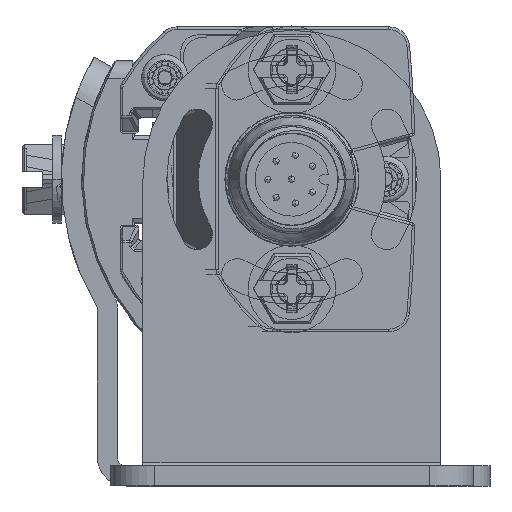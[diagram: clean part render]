
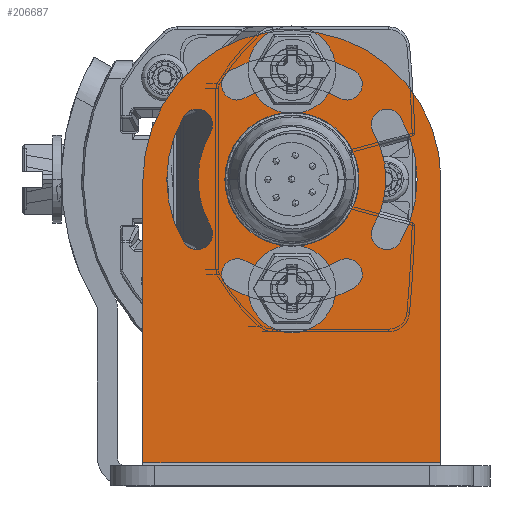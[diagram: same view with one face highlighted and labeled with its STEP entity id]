
A CAD part, front view. The second image highlights one B-rep face of the part: STEP entity #206687.
In plain terms, the highlighted face is planar.
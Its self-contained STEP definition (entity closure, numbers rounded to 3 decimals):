
#205915=DIRECTION('',(0.,0.,1.));
#205916=VECTOR('',#205915,32.319);
#205917=CARTESIAN_POINT('',(-17.,2.3,-32.7));
#205918=LINE('',#205917,#205916);
#205919=CARTESIAN_POINT('',(0.,2.3,-32.7));
#205920=DIRECTION('',(0.,1.,0.));
#205921=DIRECTION('',(1.,0.,0.));
#205922=AXIS2_PLACEMENT_3D('',#205919,#205920,#205921);
#205924=DIRECTION('',(0.,0.,-1.));
#205925=VECTOR('',#205924,32.319);
#205926=CARTESIAN_POINT('',(17.,2.3,-0.381));
#205927=LINE('',#205926,#205925);
#205928=CARTESIAN_POINT('',(0.,2.3,-32.7));
#205929=DIRECTION('',(0.,1.,0.));
#205930=DIRECTION('',(1.,0.,0.));
#205931=AXIS2_PLACEMENT_3D('',#205928,#205929,#205930);
#205933=CARTESIAN_POINT('',(0.,2.3,-32.7));
#205934=DIRECTION('',(0.,1.,0.));
#205935=DIRECTION('',(-1.,0.,0.));
#205936=AXIS2_PLACEMENT_3D('',#205933,#205934,#205935);
#205938=CARTESIAN_POINT('',(-6.251,2.3,-21.873));
#205939=DIRECTION('',(0.,1.,0.));
#205940=DIRECTION('',(0.5,0.,-0.866));
#205941=AXIS2_PLACEMENT_3D('',#205938,#205939,#205940);
#205943=CARTESIAN_POINT('',(0.,2.3,-32.7));
#205944=DIRECTION('',(0.,1.,0.));
#205945=DIRECTION('',(-0.5,0.,0.866));
#205946=AXIS2_PLACEMENT_3D('',#205943,#205944,#205945);
#205948=CARTESIAN_POINT('',(6.251,2.3,-21.873));
#205949=DIRECTION('',(0.,1.,0.));
#205950=DIRECTION('',(0.5,0.,0.866));
#205951=AXIS2_PLACEMENT_3D('',#205948,#205949,#205950);
#205953=CARTESIAN_POINT('',(0.,2.3,-32.7));
#205954=DIRECTION('',(0.,1.,0.));
#205955=DIRECTION('',(-0.5,0.,0.866));
#205956=AXIS2_PLACEMENT_3D('',#205953,#205954,#205955);
#205958=CARTESIAN_POINT('',(10.827,2.3,-26.449));
#205959=DIRECTION('',(0.,1.,0.));
#205960=DIRECTION('',(-0.866,0.,-0.5));
#205961=AXIS2_PLACEMENT_3D('',#205958,#205959,#205960);
#205963=CARTESIAN_POINT('',(0.,2.3,-32.7));
#205964=DIRECTION('',(0.,1.,0.));
#205965=DIRECTION('',(0.866,0.,0.5));
#205966=AXIS2_PLACEMENT_3D('',#205963,#205964,#205965);
#205968=CARTESIAN_POINT('',(10.827,2.3,-38.951));
#205969=DIRECTION('',(0.,1.,0.));
#205970=DIRECTION('',(0.866,0.,-0.5));
#205971=AXIS2_PLACEMENT_3D('',#205968,#205969,#205970);
#205973=CARTESIAN_POINT('',(0.,2.3,-32.7));
#205974=DIRECTION('',(0.,1.,0.));
#205975=DIRECTION('',(0.866,0.,0.5));
#205976=AXIS2_PLACEMENT_3D('',#205973,#205974,#205975);
#205978=CARTESIAN_POINT('',(-6.251,2.3,-43.527));
#205979=DIRECTION('',(0.,1.,0.));
#205980=DIRECTION('',(-0.5,0.,-0.866));
#205981=AXIS2_PLACEMENT_3D('',#205978,#205979,#205980);
#205983=CARTESIAN_POINT('',(0.,2.3,-32.7));
#205984=DIRECTION('',(0.,1.,0.));
#205985=DIRECTION('',(0.5,0.,-0.866));
#205986=AXIS2_PLACEMENT_3D('',#205983,#205984,#205985);
#205988=CARTESIAN_POINT('',(6.251,2.3,-43.527));
#205989=DIRECTION('',(0.,1.,0.));
#205990=DIRECTION('',(-0.5,0.,0.866));
#205991=AXIS2_PLACEMENT_3D('',#205988,#205989,#205990);
#205993=CARTESIAN_POINT('',(0.,2.3,-32.7));
#205994=DIRECTION('',(0.,1.,0.));
#205995=DIRECTION('',(0.5,0.,-0.866));
#205996=AXIS2_PLACEMENT_3D('',#205993,#205994,#205995);
#205998=CARTESIAN_POINT('',(-10.827,2.3,-38.951));
#205999=DIRECTION('',(0.,1.,0.));
#206000=DIRECTION('',(0.866,0.,0.5));
#206001=AXIS2_PLACEMENT_3D('',#205998,#205999,#206000);
#206003=CARTESIAN_POINT('',(0.,2.3,-32.7));
#206004=DIRECTION('',(0.,1.,0.));
#206005=DIRECTION('',(-0.866,0.,-0.5));
#206006=AXIS2_PLACEMENT_3D('',#206003,#206004,#206005);
#206008=CARTESIAN_POINT('',(-10.827,2.3,-26.449));
#206009=DIRECTION('',(0.,1.,0.));
#206010=DIRECTION('',(-0.866,0.,0.5));
#206011=AXIS2_PLACEMENT_3D('',#206008,#206009,#206010);
#206013=CARTESIAN_POINT('',(0.,2.3,-32.7));
#206014=DIRECTION('',(0.,1.,0.));
#206015=DIRECTION('',(-0.866,0.,-0.5));
#206016=AXIS2_PLACEMENT_3D('',#206013,#206014,#206015);
#206018=DIRECTION('',(1.,0.,0.));
#206019=VECTOR('',#206018,34.);
#206020=CARTESIAN_POINT('',(-17.,2.3,-0.381));
#206021=LINE('',#206020,#206019);
#206378=CARTESIAN_POINT('',(17.,2.3,-32.7));
#206379=CARTESIAN_POINT('',(-17.,2.3,-32.7));
#206380=VERTEX_POINT('',#206378);
#206381=VERTEX_POINT('',#206379);
#206394=CARTESIAN_POINT('',(-17.,2.3,-0.381));
#206395=CARTESIAN_POINT('',(17.,2.3,-0.381));
#206396=VERTEX_POINT('',#206394);
#206397=VERTEX_POINT('',#206395);
#206406=CARTESIAN_POINT('',(7.65,2.3,-32.7));
#206407=CARTESIAN_POINT('',(-7.65,2.3,-32.7));
#206408=VERTEX_POINT('',#206406);
#206409=VERTEX_POINT('',#206407);
#206478=CARTESIAN_POINT('',(-5.361,2.3,-23.414));
#206479=CARTESIAN_POINT('',(-7.141,2.3,-20.331));
#206480=VERTEX_POINT('',#206478);
#206481=VERTEX_POINT('',#206479);
#206482=CARTESIAN_POINT('',(7.141,2.3,-20.331));
#206483=CARTESIAN_POINT('',(5.361,2.3,-23.414));
#206484=VERTEX_POINT('',#206482);
#206485=VERTEX_POINT('',#206483);
#206486=CARTESIAN_POINT('',(9.286,2.3,-27.339));
#206487=CARTESIAN_POINT('',(12.369,2.3,-25.559));
#206488=VERTEX_POINT('',#206486);
#206489=VERTEX_POINT('',#206487);
#206490=CARTESIAN_POINT('',(12.369,2.3,-39.841));
#206491=CARTESIAN_POINT('',(9.286,2.3,-38.061));
#206492=VERTEX_POINT('',#206490);
#206493=VERTEX_POINT('',#206491);
#206494=CARTESIAN_POINT('',(-7.141,2.3,-45.069));
#206495=CARTESIAN_POINT('',(-5.361,2.3,-41.986));
#206496=VERTEX_POINT('',#206494);
#206497=VERTEX_POINT('',#206495);
#206498=CARTESIAN_POINT('',(5.361,2.3,-41.986));
#206499=CARTESIAN_POINT('',(7.141,2.3,-45.069));
#206500=VERTEX_POINT('',#206498);
#206501=VERTEX_POINT('',#206499);
#206502=CARTESIAN_POINT('',(-9.286,2.3,-38.061));
#206503=CARTESIAN_POINT('',(-12.369,2.3,-39.841));
#206504=VERTEX_POINT('',#206502);
#206505=VERTEX_POINT('',#206503);
#206506=CARTESIAN_POINT('',(-12.369,2.3,-25.559));
#206507=CARTESIAN_POINT('',(-9.286,2.3,-27.339));
#206508=VERTEX_POINT('',#206506);
#206509=VERTEX_POINT('',#206507);
#206627=CARTESIAN_POINT('',(0.,2.3,0.));
#206628=DIRECTION('',(0.,1.,0.));
#206629=DIRECTION('',(1.,0.,0.));
#206630=AXIS2_PLACEMENT_3D('',#206627,#206628,#206629);
#206631=PLANE('',#206630);
#206633=ORIENTED_EDGE('',*,*,#206632,.F.);
#206634=ORIENTED_EDGE('',*,*,#206609,.F.);
#206636=ORIENTED_EDGE('',*,*,#206635,.F.);
#206638=ORIENTED_EDGE('',*,*,#206637,.F.);
#206639=EDGE_LOOP('',(#206633,#206634,#206636,#206638));
#206640=FACE_OUTER_BOUND('',#206639,.F.);
#206642=ORIENTED_EDGE('',*,*,#206641,.T.);
#206644=ORIENTED_EDGE('',*,*,#206643,.T.);
#206645=EDGE_LOOP('',(#206642,#206644));
#206646=FACE_BOUND('',#206645,.F.);
#206648=ORIENTED_EDGE('',*,*,#206647,.T.);
#206650=ORIENTED_EDGE('',*,*,#206649,.T.);
#206652=ORIENTED_EDGE('',*,*,#206651,.T.);
#206654=ORIENTED_EDGE('',*,*,#206653,.F.);
#206655=EDGE_LOOP('',(#206648,#206650,#206652,#206654));
#206656=FACE_BOUND('',#206655,.F.);
#206658=ORIENTED_EDGE('',*,*,#206657,.T.);
#206660=ORIENTED_EDGE('',*,*,#206659,.T.);
#206662=ORIENTED_EDGE('',*,*,#206661,.T.);
#206664=ORIENTED_EDGE('',*,*,#206663,.F.);
#206665=EDGE_LOOP('',(#206658,#206660,#206662,#206664));
#206666=FACE_BOUND('',#206665,.F.);
#206668=ORIENTED_EDGE('',*,*,#206667,.T.);
#206670=ORIENTED_EDGE('',*,*,#206669,.F.);
#206672=ORIENTED_EDGE('',*,*,#206671,.T.);
#206674=ORIENTED_EDGE('',*,*,#206673,.T.);
#206675=EDGE_LOOP('',(#206668,#206670,#206672,#206674));
#206676=FACE_BOUND('',#206675,.F.);
#206678=ORIENTED_EDGE('',*,*,#206677,.T.);
#206680=ORIENTED_EDGE('',*,*,#206679,.T.);
#206682=ORIENTED_EDGE('',*,*,#206681,.T.);
#206684=ORIENTED_EDGE('',*,*,#206683,.F.);
#206685=EDGE_LOOP('',(#206678,#206680,#206682,#206684));
#206686=FACE_BOUND('',#206685,.F.);
#206687=ADVANCED_FACE('',(#206640,#206646,#206656,#206666,#206676,#206686),
#206631,.T.);
#205923=CIRCLE('',#205922,17.);
#205932=CIRCLE('',#205931,7.65);
#205937=CIRCLE('',#205936,7.65);
#205942=CIRCLE('',#205941,1.78);
#205947=CIRCLE('',#205946,14.282);
#205952=CIRCLE('',#205951,1.78);
#205957=CIRCLE('',#205956,10.722);
#205962=CIRCLE('',#205961,1.78);
#205967=CIRCLE('',#205966,14.282);
#205972=CIRCLE('',#205971,1.78);
#205977=CIRCLE('',#205976,10.722);
#205982=CIRCLE('',#205981,1.78);
#205987=CIRCLE('',#205986,10.722);
#205992=CIRCLE('',#205991,1.78);
#205997=CIRCLE('',#205996,14.282);
#206002=CIRCLE('',#206001,1.78);
#206007=CIRCLE('',#206006,14.282);
#206012=CIRCLE('',#206011,1.78);
#206017=CIRCLE('',#206016,10.722);
#206609=EDGE_CURVE('',#206381,#206396,#205918,.T.);
#206632=EDGE_CURVE('',#206396,#206397,#206021,.T.);
#206635=EDGE_CURVE('',#206380,#206381,#205923,.T.);
#206637=EDGE_CURVE('',#206397,#206380,#205927,.T.);
#206641=EDGE_CURVE('',#206408,#206409,#205932,.T.);
#206643=EDGE_CURVE('',#206409,#206408,#205937,.T.);
#206647=EDGE_CURVE('',#206480,#206481,#205942,.T.);
#206649=EDGE_CURVE('',#206481,#206484,#205947,.T.);
#206651=EDGE_CURVE('',#206484,#206485,#205952,.T.);
#206653=EDGE_CURVE('',#206480,#206485,#205957,.T.);
#206657=EDGE_CURVE('',#206488,#206489,#205962,.T.);
#206659=EDGE_CURVE('',#206489,#206492,#205967,.T.);
#206661=EDGE_CURVE('',#206492,#206493,#205972,.T.);
#206663=EDGE_CURVE('',#206488,#206493,#205977,.T.);
#206667=EDGE_CURVE('',#206496,#206497,#205982,.T.);
#206669=EDGE_CURVE('',#206500,#206497,#205987,.T.);
#206671=EDGE_CURVE('',#206500,#206501,#205992,.T.);
#206673=EDGE_CURVE('',#206501,#206496,#205997,.T.);
#206677=EDGE_CURVE('',#206504,#206505,#206002,.T.);
#206679=EDGE_CURVE('',#206505,#206508,#206007,.T.);
#206681=EDGE_CURVE('',#206508,#206509,#206012,.T.);
#206683=EDGE_CURVE('',#206504,#206509,#206017,.T.);
